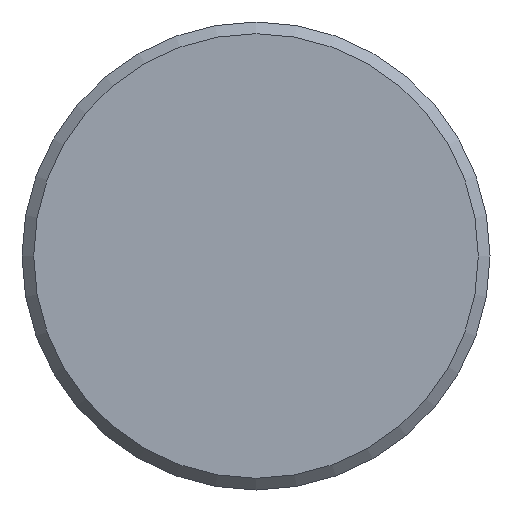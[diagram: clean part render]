
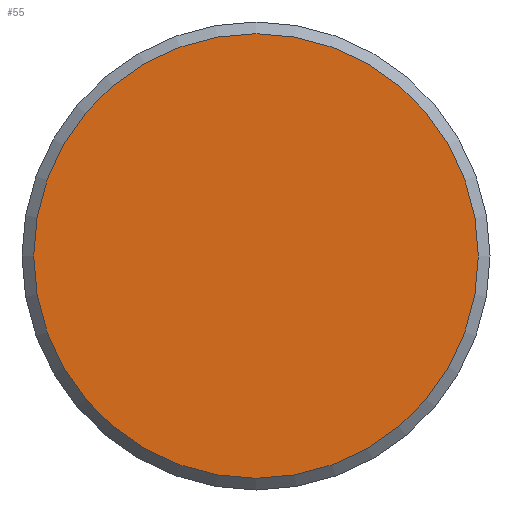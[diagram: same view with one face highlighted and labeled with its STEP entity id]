
A CAD part, left-side view. The second image highlights one B-rep face of the part: STEP entity #55.
In plain terms, the highlighted planar face has unit normal (-1, 0, 0).
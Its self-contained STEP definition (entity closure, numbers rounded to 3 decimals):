
#55 = ADVANCED_FACE( '', ( #117 ), #118, .F. );
#117 = FACE_OUTER_BOUND( '', #182, .T. );
#118 = PLANE( '', #183 );
#182 = EDGE_LOOP( '', ( #257 ) );
#183 = AXIS2_PLACEMENT_3D( '', #258, #259, #260 );
#257 = ORIENTED_EDGE( '', *, *, #317, .F. );
#258 = CARTESIAN_POINT( '', ( -3.5, 0., 0. ) );
#259 = DIRECTION( '', ( 1., 0., 0. ) );
#260 = DIRECTION( '', ( 0., 0., -1. ) );
#317 = EDGE_CURVE( '', #357, #357, #358, .T. );
#357 = VERTEX_POINT( '', #400 );
#358 = CIRCLE( '', #401, 7.6 );
#400 = CARTESIAN_POINT( '', ( -3.5, 0., -7.6 ) );
#401 = AXIS2_PLACEMENT_3D( '', #445, #446, #447 );
#445 = CARTESIAN_POINT( '', ( -3.5, 0., 0. ) );
#446 = DIRECTION( '', ( 1., 0., 0. ) );
#447 = DIRECTION( '', ( 0., 0., -1. ) );
